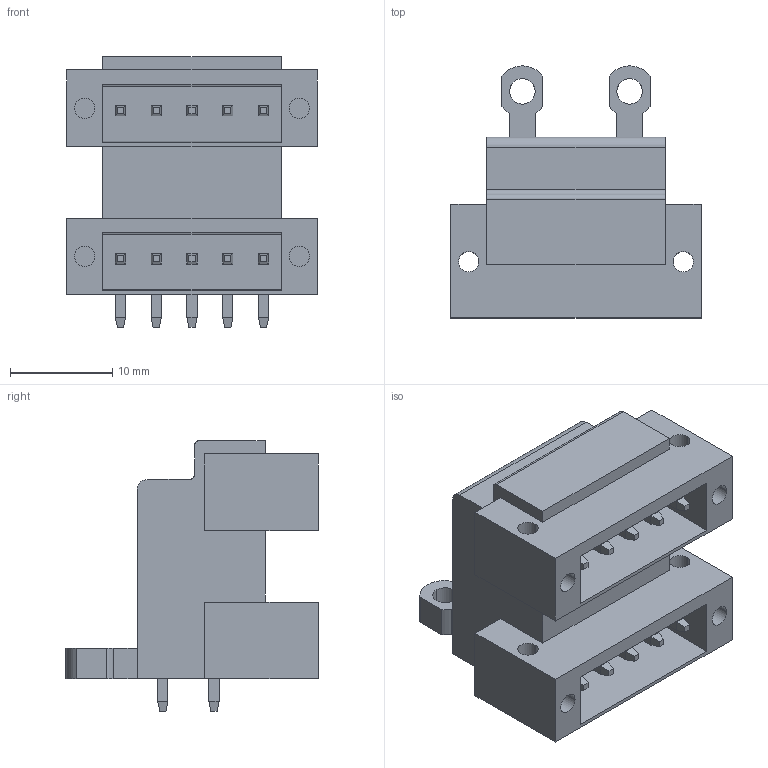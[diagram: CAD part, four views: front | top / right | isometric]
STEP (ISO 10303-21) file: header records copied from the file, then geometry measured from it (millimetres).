
FILE_DESCRIPTION(('CATIA V5 STEP Exchange','CAx-IF Rec.Pracs.--- Model Styling and Organization---1.2---2011-12-15'),'2;1');
FILE_NAME ('D1453966_0_1633840000_1633840000.stp','2018-11-10T05:46:14+00:00',('none'),('Weidmueller'),'CATIA Version 5-6 Release 2014','CATIA V5 STEP AP214','none');
FILE_SCHEMA(('AUTOMOTIVE_DESIGN { 1 0 10303 214 1 1 1 1 }'));
Length unit declared in the file: millimetre
Products named in the file (1): 1633840000
Bounding box: 24.5 x 24.7 x 26.5 mm (x, y, z)
Volume: 5758.4 mm3; surface area: 5634.1 mm2
Topology: 11 solids, 11 shells, 297 faces, 727 edges, 458 vertices
Faces by surface type: plane 266, cylinder 31
Entity records: 7709 total; most frequent: ORIENTED_EDGE 1454, CARTESIAN_POINT 1404, DIRECTION 923, EDGE_CURVE 727, VECTOR 585, LINE 585, VERTEX_POINT 458, EDGE_LOOP 335
